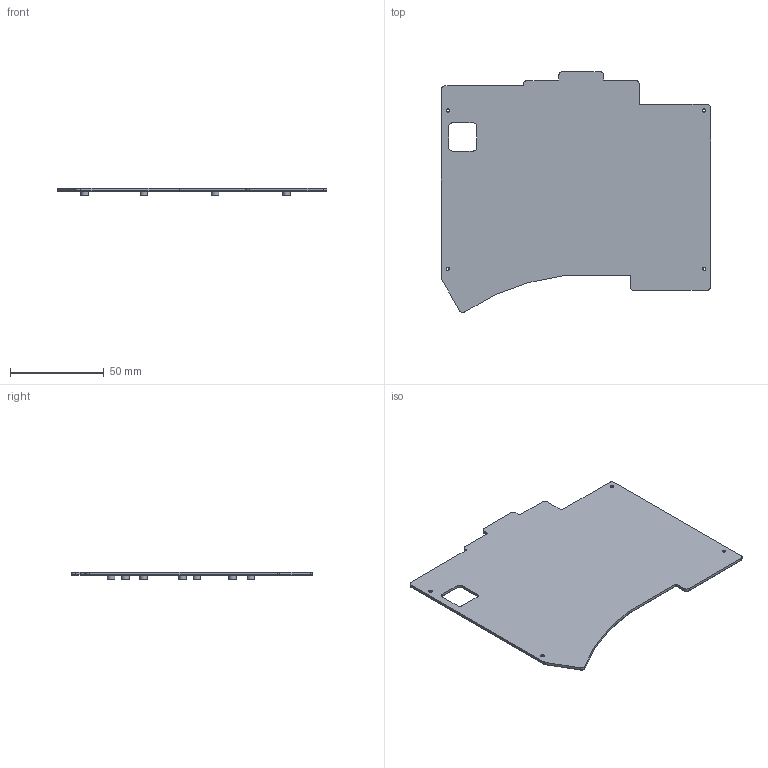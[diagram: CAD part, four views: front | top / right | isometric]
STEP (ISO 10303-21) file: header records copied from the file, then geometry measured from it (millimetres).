
FILE_DESCRIPTION(/* description */ (''),/* implementation_level */ '2;1');
FILE_NAME(/* name */ 'Left-Top.step',/* time_stamp */ '2024-09-08T06:54:44-06:00',/* author */ (''),/* organization */ (''),/* preprocessor_version */ 'ST-DEVELOPER v20',/* originating_system */ 'Autodesk Translation Framework v13.14.0.145',/* authorisation */ '');
FILE_SCHEMA (('AUTOMOTIVE_DESIGN { 1 0 10303 214 3 1 1 }'));
Length unit declared in the file: millimetre
Products named in the file (1): Top(Mirror) (1)
Bounding box: 143.66 x 128.32 x 4.14 mm (x, y, z)
Volume: 24272 mm3; surface area: 31400.7 mm2
Topology: 1 solids, 1 shells, 143 faces, 331 edges, 204 vertices
Faces by surface type: cylinder 61, plane 39, torus 31, bspline 8, cone 4
Full cylindrical faces by diameter (mm): 1.544 x11, 4 x7
Entity records: 5378 total; most frequent: CARTESIAN_POINT 2011, DIRECTION 744, ORIENTED_EDGE 662, EDGE_CURVE 331, AXIS2_PLACEMENT_3D 313, VERTEX_POINT 204, CIRCLE 177, EDGE_LOOP 167
